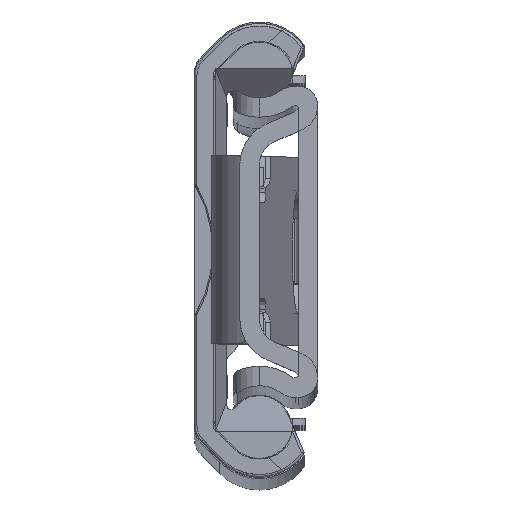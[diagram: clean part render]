
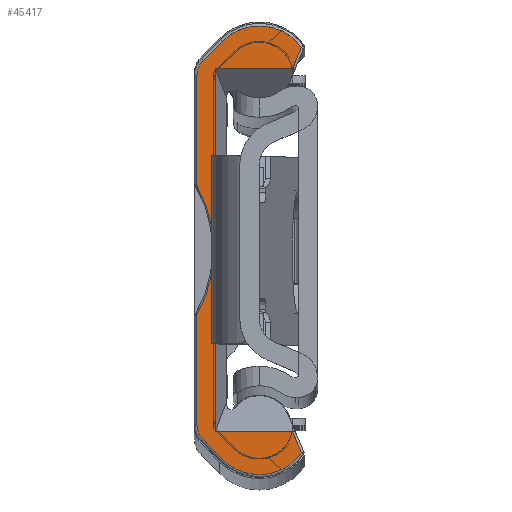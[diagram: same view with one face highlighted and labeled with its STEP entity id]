
A CAD part, top view. The second image highlights one B-rep face of the part: STEP entity #45417.
In plain terms, the highlighted planar face has unit normal (0, 0, 1).
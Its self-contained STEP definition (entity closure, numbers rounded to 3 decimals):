
#1637=PLANE('',#48123);
#2654=CIRCLE('',#48117,10.1);
#2658=CIRCLE('',#48124,1.6);
#2659=CIRCLE('',#48125,4.);
#2660=CIRCLE('',#48126,4.);
#2661=CIRCLE('',#48127,1.6);
#4553=FACE_OUTER_BOUND('',#7009,.T.);
#7009=EDGE_LOOP('',(#29754,#29755,#29756,#29757,#29758,#29759,#29760,#29761,
#29762,#29763,#29764,#29765,#29766,#29767));
#9671=LINE('',#65000,#12420);
#9673=LINE('',#65006,#12422);
#9674=LINE('',#65010,#12423);
#9675=LINE('',#65014,#12424);
#9676=LINE('',#65016,#12425);
#9677=LINE('',#65018,#12426);
#9678=LINE('',#65020,#12427);
#9679=LINE('',#65022,#12428);
#9680=LINE('',#65026,#12429);
#12420=VECTOR('',#53270,10.);
#12422=VECTOR('',#53276,10.);
#12423=VECTOR('',#53279,10.);
#12424=VECTOR('',#53282,10.);
#12425=VECTOR('',#53283,10.);
#12426=VECTOR('',#53284,10.);
#12427=VECTOR('',#53285,10.);
#12428=VECTOR('',#53286,10.);
#12429=VECTOR('',#53289,10.);
#17117=VERTEX_POINT('',#64921);
#17119=VERTEX_POINT('',#64939);
#17122=VERTEX_POINT('',#64999);
#17124=VERTEX_POINT('',#65005);
#17125=VERTEX_POINT('',#65007);
#17126=VERTEX_POINT('',#65009);
#17127=VERTEX_POINT('',#65011);
#17128=VERTEX_POINT('',#65013);
#17129=VERTEX_POINT('',#65015);
#17130=VERTEX_POINT('',#65017);
#17131=VERTEX_POINT('',#65019);
#17132=VERTEX_POINT('',#65021);
#17133=VERTEX_POINT('',#65023);
#17134=VERTEX_POINT('',#65025);
#21986=EDGE_CURVE('',#17119,#17117,#2654,.T.);
#21993=EDGE_CURVE('',#17117,#17122,#9671,.T.);
#21996=EDGE_CURVE('',#17124,#17119,#9673,.T.);
#21997=EDGE_CURVE('',#17125,#17124,#2658,.T.);
#21998=EDGE_CURVE('',#17126,#17125,#9674,.T.);
#21999=EDGE_CURVE('',#17127,#17126,#2659,.T.);
#22000=EDGE_CURVE('',#17128,#17127,#9675,.T.);
#22001=EDGE_CURVE('',#17128,#17129,#9676,.T.);
#22002=EDGE_CURVE('',#17129,#17130,#9677,.T.);
#22003=EDGE_CURVE('',#17130,#17131,#9678,.T.);
#22004=EDGE_CURVE('',#17132,#17131,#9679,.T.);
#22005=EDGE_CURVE('',#17133,#17132,#2660,.T.);
#22006=EDGE_CURVE('',#17134,#17133,#9680,.T.);
#22007=EDGE_CURVE('',#17122,#17134,#2661,.T.);
#29754=ORIENTED_EDGE('',*,*,#21986,.F.);
#29755=ORIENTED_EDGE('',*,*,#21996,.F.);
#29756=ORIENTED_EDGE('',*,*,#21997,.F.);
#29757=ORIENTED_EDGE('',*,*,#21998,.F.);
#29758=ORIENTED_EDGE('',*,*,#21999,.F.);
#29759=ORIENTED_EDGE('',*,*,#22000,.F.);
#29760=ORIENTED_EDGE('',*,*,#22001,.T.);
#29761=ORIENTED_EDGE('',*,*,#22002,.T.);
#29762=ORIENTED_EDGE('',*,*,#22003,.T.);
#29763=ORIENTED_EDGE('',*,*,#22004,.F.);
#29764=ORIENTED_EDGE('',*,*,#22005,.F.);
#29765=ORIENTED_EDGE('',*,*,#22006,.F.);
#29766=ORIENTED_EDGE('',*,*,#22007,.F.);
#29767=ORIENTED_EDGE('',*,*,#21993,.F.);
#45417=ADVANCED_FACE('',(#4553),#1637,.F.);
#48117=AXIS2_PLACEMENT_3D('',#64941,#53258,#53259);
#48123=AXIS2_PLACEMENT_3D('',#65004,#53274,#53275);
#48124=AXIS2_PLACEMENT_3D('',#65008,#53277,#53278);
#48125=AXIS2_PLACEMENT_3D('',#65012,#53280,#53281);
#48126=AXIS2_PLACEMENT_3D('',#65024,#53287,#53288);
#48127=AXIS2_PLACEMENT_3D('',#65027,#53290,#53291);
#53258=DIRECTION('center_axis',(0.,0.,
1.));
#53259=DIRECTION('ref_axis',(1.,0.,0.));
#53270=DIRECTION('',(0.,1.,0.));
#53274=DIRECTION('center_axis',(0.,0.,
-1.));
#53275=DIRECTION('ref_axis',(1.,0.,0.));
#53276=DIRECTION('',(0.,1.,0.));
#53277=DIRECTION('center_axis',(0.,0.,
-1.));
#53278=DIRECTION('ref_axis',(-0.924,-0.383,0.));
#53279=DIRECTION('',(-0.707,0.707,0.));
#53280=DIRECTION('center_axis',(0.,0.,
-1.));
#53281=DIRECTION('ref_axis',(0.082,-0.997,0.));
#53282=DIRECTION('',(0.391,-0.921,0.));
#53283=DIRECTION('',(-1.,0.,0.));
#53284=DIRECTION('',(0.,1.,0.));
#53285=DIRECTION('',(1.,0.,0.));
#53286=DIRECTION('',(-0.391,-0.921,0.));
#53287=DIRECTION('center_axis',(0.,0.,
-1.));
#53288=DIRECTION('ref_axis',(0.082,0.997,0.));
#53289=DIRECTION('',(0.707,0.707,0.));
#53290=DIRECTION('center_axis',(0.,0.,
-1.));
#53291=DIRECTION('ref_axis',(-0.924,0.383,0.));
#64921=CARTESIAN_POINT('',(-4.8,4.957,255.));
#64939=CARTESIAN_POINT('',(-4.8,-4.957,255.));
#64941=CARTESIAN_POINT('Origin',(-13.6,0.,255.));
#64999=CARTESIAN_POINT('',(-4.8,13.494,255.));
#65000=CARTESIAN_POINT('',(-4.8,11.489,255.));
#65004=CARTESIAN_POINT('Origin',(-2.302,9.483,255.));
#65005=CARTESIAN_POINT('',(-4.8,-13.494,255.));
#65006=CARTESIAN_POINT('',(-4.8,11.489,255.));
#65007=CARTESIAN_POINT('',(-4.331,-14.625,255.));
#65008=CARTESIAN_POINT('Origin',(-3.2,-13.494,255.));
#65009=CARTESIAN_POINT('',(-2.828,-16.128,255.));
#65010=CARTESIAN_POINT('',(-9.1,-9.857,255.));
#65011=CARTESIAN_POINT('',(3.252,-15.63,255.));
#65012=CARTESIAN_POINT('Origin',(0.,-13.3,
255.));
#65013=CARTESIAN_POINT('',(2.56,-14.,255.));
#65014=CARTESIAN_POINT('',(-2.302,-2.547,255.));
#65015=CARTESIAN_POINT('',(-3.4,-14.,255.));
#65016=CARTESIAN_POINT('',(-2.401,-14.,255.));
#65017=CARTESIAN_POINT('',(-3.4,14.,255.));
#65018=CARTESIAN_POINT('',(-3.4,4.742,255.));
#65019=CARTESIAN_POINT('',(2.56,14.,255.));
#65020=CARTESIAN_POINT('',(-2.401,14.,255.));
#65021=CARTESIAN_POINT('',(3.252,15.63,255.));
#65022=CARTESIAN_POINT('',(1.109,10.582,255.));
#65023=CARTESIAN_POINT('',(-2.828,16.128,255.));
#65024=CARTESIAN_POINT('Origin',(0.,13.3,255.));
#65025=CARTESIAN_POINT('',(-4.331,14.625,255.));
#65026=CARTESIAN_POINT('',(-4.358,14.599,255.));
#65027=CARTESIAN_POINT('Origin',(-3.2,13.494,255.));
